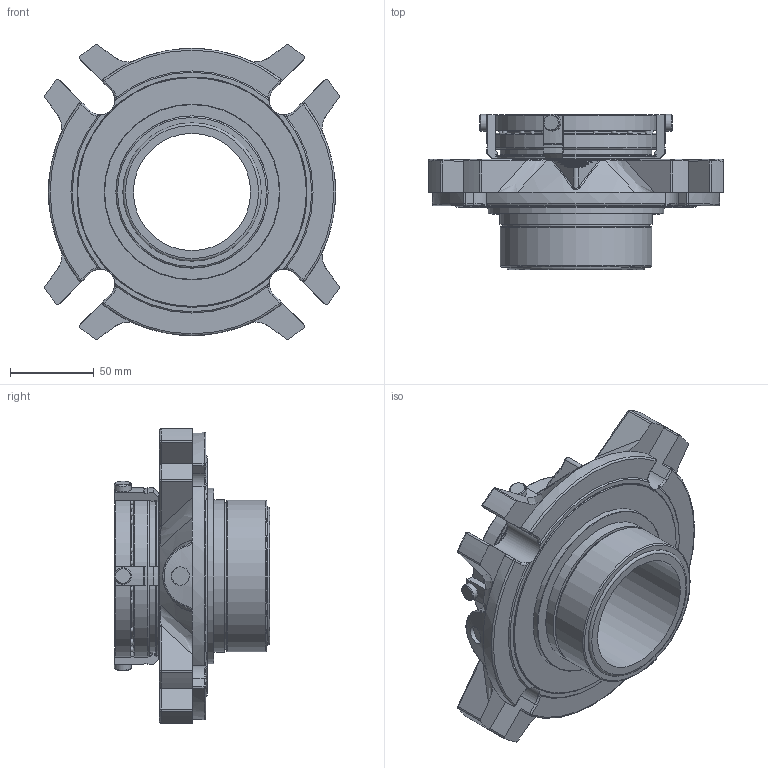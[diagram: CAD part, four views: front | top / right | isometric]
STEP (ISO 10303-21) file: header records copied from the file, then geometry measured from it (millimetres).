
FILE_DESCRIPTION(/* description */ ('Unknown'),/* implementation_level */ '2;1');
FILE_NAME(/* name */ '2.750 CDPN ANSI+ SEAL ARRANGEMENT',/* time_stamp */ '2023-04-20T15:06:47-04:00',/* author */ ('Unknown'),/* organization */ ('Unknown'),/* preprocessor_version */ 'ST-DEVELOPER v18.102',/* originating_system */ 'Solid Edge',/* authorisation */ 'Unknown');
FILE_SCHEMA (('FEATURE_BASED_PROCESS_PLANNING','AUTOMOTIVE_DESIGN {1 0 10303 214 3 1 1}'));
Length unit declared in the file: millimetre
Products named in the file (1): 3213503-2.750 CDPN ANSI+ SEAL ARRANGEMENT
Bounding box: 176.08 x 92.63 x 176.08 mm (x, y, z)
Volume: 713866.4 mm3; surface area: 112033.8 mm2
Topology: 1 solids, 1 shells, 621 faces, 1612 edges, 981 vertices
Faces by surface type: cylinder 233, plane 151, torus 100, bspline 61, sphere 40, cone 36
Full cylindrical faces by diameter (mm): 2.87 x18, 3.175 x2, 3.31 x1, 10 x4, 10.998 x3, 69.85 x1, 82.525 x1, 84.531 x1, 87.427 x1, 90.373 x1, 90.475 x1, 90.805 x1, 94.742 x1, 96.266 x1, 96.672 x1, 104.775 x1, 136.525 x1, 137.16 x1
Entity records: 19424 total; most frequent: CARTESIAN_POINT 5175, DIRECTION 3027, ORIENTED_EDGE 2886, EDGE_CURVE 1443, AXIS2_PLACEMENT_3D 1264, VERTEX_POINT 926, EDGE_LOOP 773, FACE_BOUND 773
